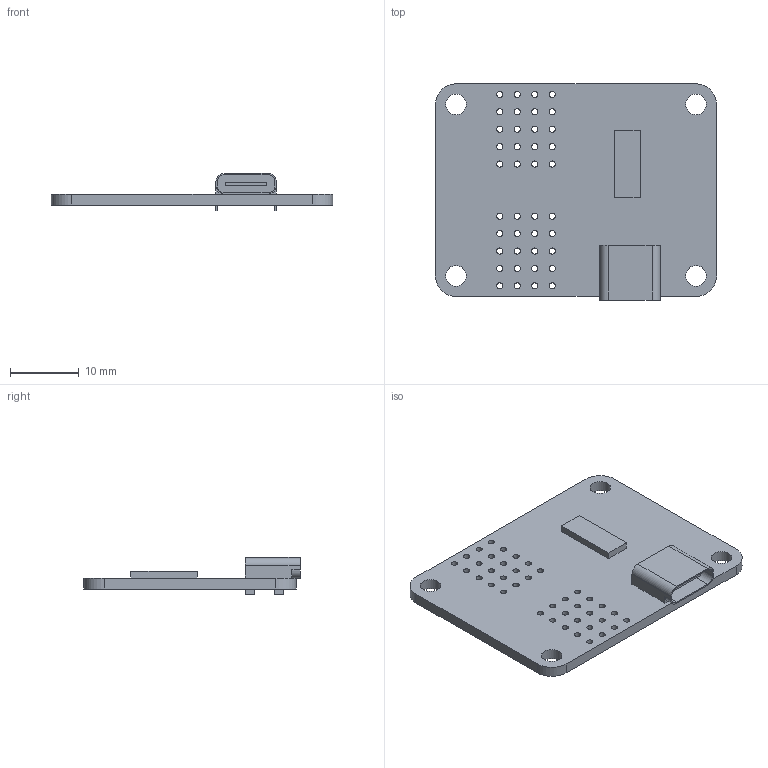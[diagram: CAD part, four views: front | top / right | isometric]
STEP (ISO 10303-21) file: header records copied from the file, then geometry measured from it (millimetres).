
FILE_DESCRIPTION(/* description */ (''),/* implementation_level */ '2;1');
FILE_NAME(/* name */ 'VB-USB-HUB-cad.stp',/* time_stamp */ '2025-01-12T15:26:00+03:00',/* author */ ('Home'),/* organization */ (''),/* preprocessor_version */ 'ST-DEVELOPER v18.1',/* originating_system */ 'Autodesk Inventor 2022',/* authorisation */ '');
FILE_SCHEMA (('AUTOMOTIVE_DESIGN { 1 0 10303 214 3 1 1 }'));
Length unit declared in the file: millimetre
Products named in the file (3): VB-USB-HUB; VB-USB-HUB_1; usb-c-v1
Assembly tree (2 placements, depth 2):
  VB-USB-HUB
    VB-USB-HUB_1
    usb-c-v1
Bounding box: 41 x 31.54 x 5.4 mm (x, y, z)
Volume: 2068.6 mm3; surface area: 3352.7 mm2
Topology: 2 solids, 2 shells, 99 faces, 276 edges, 184 vertices
Faces by surface type: cylinder 56, plane 43
Full cylindrical faces by diameter (mm): 0.9 x40, 3 x4
Entity records: 3549 total; most frequent: DIRECTION 596, CARTESIAN_POINT 564, ORIENTED_EDGE 552, EDGE_CURVE 276, AXIS2_PLACEMENT_3D 216, EDGE_LOOP 190, VERTEX_POINT 184, LINE 164
